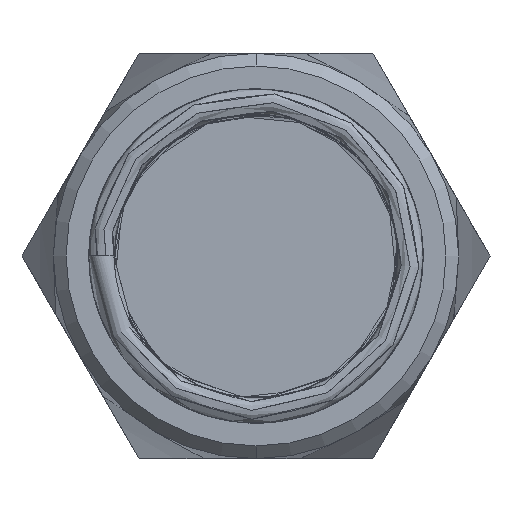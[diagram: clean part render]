
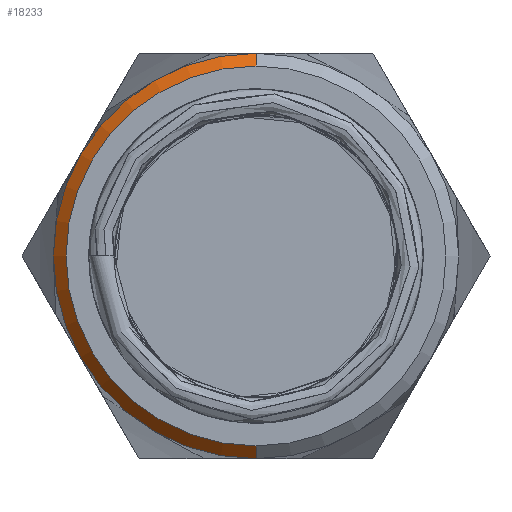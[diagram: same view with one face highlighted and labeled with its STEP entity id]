
A CAD part, front view. The second image highlights one B-rep face of the part: STEP entity #18233.
In plain terms, the highlighted conical face has half-angle 45 degrees and reference radius 8 mm.
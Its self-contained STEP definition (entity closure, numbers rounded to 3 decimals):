
#2770 = VECTOR ( 'NONE', #8424, 1000. ) ;
#2786 = VECTOR ( 'NONE', #8557, 1000. ) ;
#6359 = CARTESIAN_POINT ( 'NONE',  ( 0., -4., 0. ) ) ;
#6360 = DIRECTION ( 'NONE',  ( 0., 1., 0. ) ) ;
#6361 = DIRECTION ( 'NONE',  ( 0., 0., -1. ) ) ;
#6408 = CARTESIAN_POINT ( 'NONE',  ( 0., -4., 0. ) ) ;
#6409 = DIRECTION ( 'NONE',  ( 0., 1., 0. ) ) ;
#6410 = DIRECTION ( 'NONE',  ( 0., 0., -1. ) ) ;
#7848 = ORIENTED_EDGE ( 'NONE', *, *, #18248, .F. ) ;
#7858 = ORIENTED_EDGE ( 'NONE', *, *, #18107, .F. ) ;
#7861 = ORIENTED_EDGE ( 'NONE', *, *, #18269, .F. ) ;
#7863 = ORIENTED_EDGE ( 'NONE', *, *, #18268, .F. ) ;
#7864 = ORIENTED_EDGE ( 'NONE', *, *, #18120, .T. ) ;
#7865 = ORIENTED_EDGE ( 'NONE', *, *, #18257, .T. ) ;
#7949 = EDGE_LOOP ( 'NONE', ( #7865, #7864, #7848, #7863, #7861, #7858 ) ) ;
#8384 = VERTEX_POINT ( 'NONE', #8636 ) ;
#8390 = VERTEX_POINT ( 'NONE', #8641 ) ;
#8424 = DIRECTION ( 'NONE',  ( 0., 0.707, -0.707 ) ) ;
#8426 = CARTESIAN_POINT ( 'NONE',  ( 0., -4., -8. ) ) ;
#8437 = CARTESIAN_POINT ( 'NONE',  ( 0., -4., 8. ) ) ;
#8557 = DIRECTION ( 'NONE',  ( 0., 0.707, 0.707 ) ) ;
#8636 = CARTESIAN_POINT ( 'NONE',  ( -6.928, -4., 4. ) ) ;
#8641 = CARTESIAN_POINT ( 'NONE',  ( 0., -4., -8. ) ) ;
#8658 = CARTESIAN_POINT ( 'NONE',  ( 0., -4.5, 7.5 ) ) ;
#8686 = CARTESIAN_POINT ( 'NONE',  ( 0., -4.5, -7.5 ) ) ;
#8713 = CARTESIAN_POINT ( 'NONE',  ( 0., -4., 8. ) ) ;
#8846 = CARTESIAN_POINT ( 'NONE',  ( -6.928, -4., -4. ) ) ;
#8935 = VERTEX_POINT ( 'NONE', #8686 ) ;
#8939 = VERTEX_POINT ( 'NONE', #8713 ) ;
#8947 = VERTEX_POINT ( 'NONE', #8658 ) ;
#9637 = CIRCLE ( 'NONE', #9710, 8. ) ;
#9657 = AXIS2_PLACEMENT_3D ( 'NONE', #6408, #6409, #6410 ) ;
#9658 = CIRCLE ( 'NONE', #9689, 7.5 ) ;
#9670 = AXIS2_PLACEMENT_3D ( 'NONE', #6359, #6360, #6361 ) ;
#9689 = AXIS2_PLACEMENT_3D ( 'NONE', #9869, #9871, #9873 ) ;
#9696 = CONICAL_SURFACE ( 'NONE', #9670, 8., 0.785 ) ;
#9706 = AXIS2_PLACEMENT_3D ( 'NONE', #9956, #9958, #9960 ) ;
#9710 = AXIS2_PLACEMENT_3D ( 'NONE', #9963, #9965, #9967 ) ;
#9718 = CIRCLE ( 'NONE', #9706, 8. ) ;
#9738 = CIRCLE ( 'NONE', #9657, 8. ) ;
#9869 = CARTESIAN_POINT ( 'NONE',  ( 0., -4.5, 0. ) ) ;
#9871 = DIRECTION ( 'NONE',  ( 0., 1., 0. ) ) ;
#9873 = DIRECTION ( 'NONE',  ( 0., 0., 1. ) ) ;
#9956 = CARTESIAN_POINT ( 'NONE',  ( 0., -4., 0. ) ) ;
#9958 = DIRECTION ( 'NONE',  ( 0., 1., 0. ) ) ;
#9960 = DIRECTION ( 'NONE',  ( 0., 0., -1. ) ) ;
#9963 = CARTESIAN_POINT ( 'NONE',  ( 0., -4., 0. ) ) ;
#9965 = DIRECTION ( 'NONE',  ( 0., 1., 0. ) ) ;
#9967 = DIRECTION ( 'NONE',  ( 0., 0., -1. ) ) ;
#17961 = LINE ( 'NONE', #8426, #2770 ) ;
#17972 = LINE ( 'NONE', #8437, #2786 ) ;
#18031 = FACE_OUTER_BOUND ( 'NONE', #7949, .T. ) ;
#18107 = EDGE_CURVE ( 'NONE', #8935, #8390, #17961, .T. ) ;
#18120 = EDGE_CURVE ( 'NONE', #8947, #8939, #17972, .T. ) ;
#18233 = ADVANCED_FACE ( 'NONE', ( #18031 ), #9696, .T. ) ;
#18248 = EDGE_CURVE ( 'NONE', #8384, #8939, #9738, .T. ) ;
#18257 = EDGE_CURVE ( 'NONE', #8935, #8947, #9658, .T. ) ;
#18268 = EDGE_CURVE ( 'NONE', #20325, #8384, #9718, .T. ) ;
#18269 = EDGE_CURVE ( 'NONE', #8390, #20325, #9637, .T. ) ;
#20325 = VERTEX_POINT ( 'NONE', #8846 ) ;
